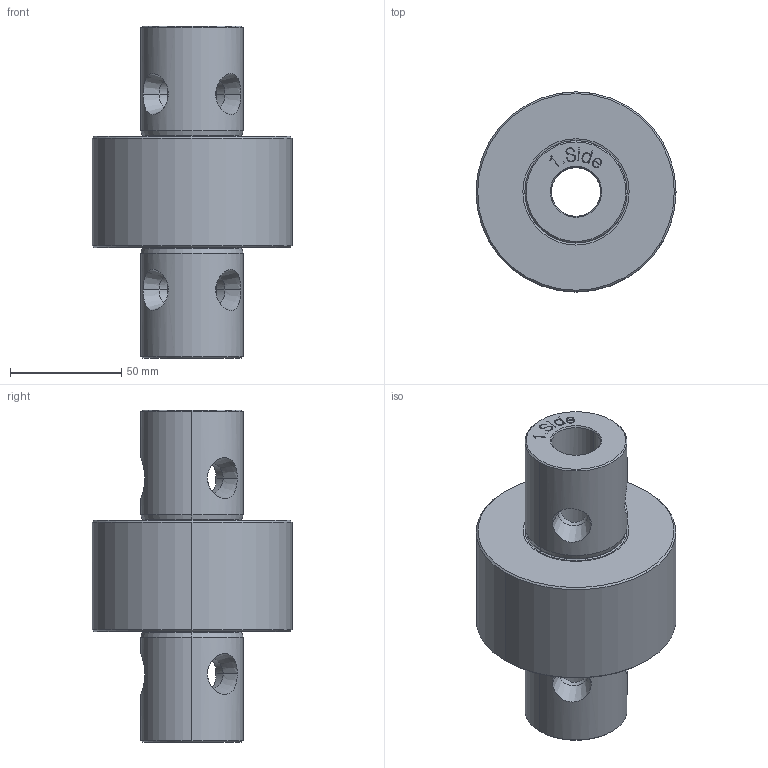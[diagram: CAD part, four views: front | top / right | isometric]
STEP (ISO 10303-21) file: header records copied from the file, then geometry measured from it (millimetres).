
FILE_DESCRIPTION(('no description'),'unknown implementation level');
FILE_NAME('EA9728C9-E99E-46DA-A5CD-D5F3CDBC6D0A_export.stp',' ',('CIMSOURCE GmbH'),('CADClick - KiM GmbH - www.kimweb.de'),'unknown preprocess','ACIS','unknown authorization');
FILE_SCHEMA(('automotive_design'));
Length unit declared in the file: millimetre
Products named in the file (1): NONE
Bounding box: 90 x 90 x 149.4 mm (x, y, z)
Volume: 412096.2 mm3; surface area: 51731.9 mm2
Topology: 1 solids, 1 shells, 227 faces, 577 edges, 370 vertices
Faces by surface type: plane 83, bspline 78, cone 36, cylinder 22, torus 8
Entity records: 18813 total; most frequent: CARTESIAN_POINT 7296, STYLED_ITEM 1171, PRESENTATION_STYLE_ASSIGNMENT 1171, COLOUR_RGB 1171, ORIENTED_EDGE 1146, DIRECTION 769, EDGE_CURVE 573, CURVE_STYLE 573
